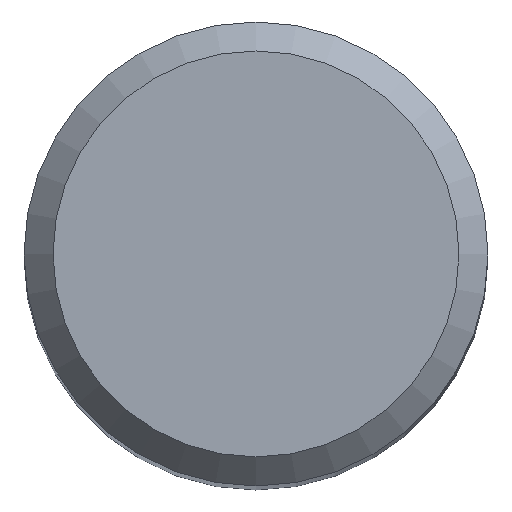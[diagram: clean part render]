
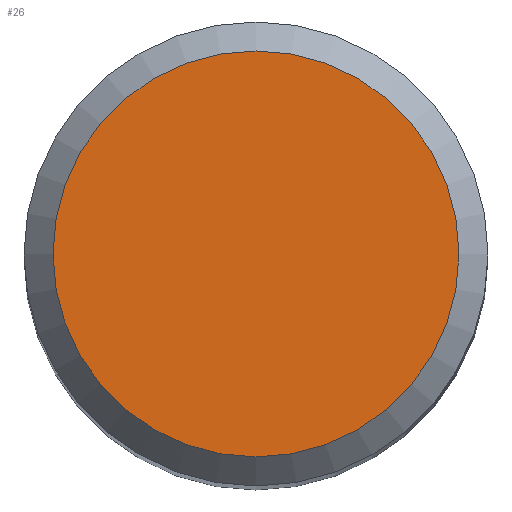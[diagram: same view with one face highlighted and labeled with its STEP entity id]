
A CAD part, top view. The second image highlights one B-rep face of the part: STEP entity #26.
In plain terms, the highlighted planar face has unit normal (0, 0, 1).
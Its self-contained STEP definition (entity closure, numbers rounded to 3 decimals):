
#7 = CARTESIAN_POINT ( 'NONE',  ( 0., 3.5, 75. ) ) ;
#26 = ADVANCED_FACE ( 'NONE', ( #139 ), #121, .F. ) ;
#32 = EDGE_LOOP ( 'NONE', ( #200 ) ) ;
#74 = EDGE_CURVE ( 'NONE', #212, #212, #195, .T. ) ;
#87 = AXIS2_PLACEMENT_3D ( 'NONE', #229, #144, #157 ) ;
#104 = DIRECTION ( 'NONE',  ( 0., 1., 0. ) ) ;
#112 = AXIS2_PLACEMENT_3D ( 'NONE', #213, #189, #104 ) ;
#121 = PLANE ( 'NONE',  #112 ) ;
#139 = FACE_OUTER_BOUND ( 'NONE', #32, .T. ) ;
#144 = DIRECTION ( 'NONE',  ( 0., 0., -1. ) ) ;
#157 = DIRECTION ( 'NONE',  ( 0., 1., 0. ) ) ;
#189 = DIRECTION ( 'NONE',  ( 0., 0., -1. ) ) ;
#195 = CIRCLE ( 'NONE', #87, 3.5 ) ;
#200 = ORIENTED_EDGE ( 'NONE', *, *, #74, .F. ) ;
#212 = VERTEX_POINT ( 'NONE', #7 ) ;
#213 = CARTESIAN_POINT ( 'NONE',  ( 0., 0., 75. ) ) ;
#229 = CARTESIAN_POINT ( 'NONE',  ( 0., 0., 75. ) ) ;
